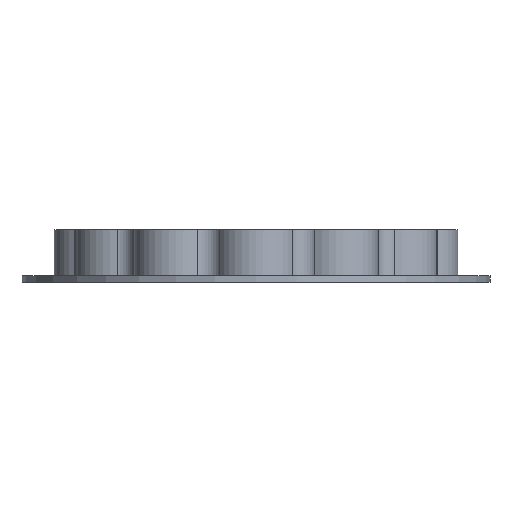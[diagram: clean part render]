
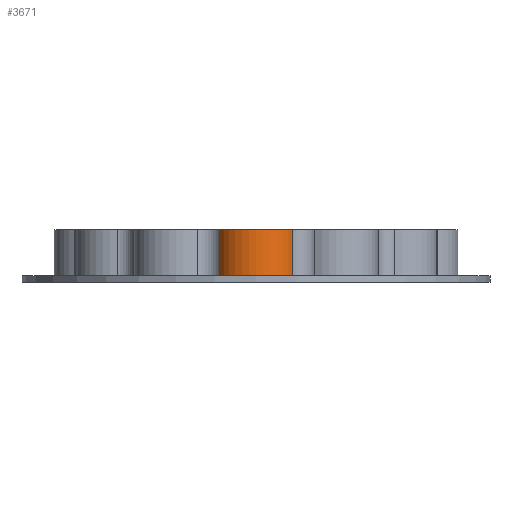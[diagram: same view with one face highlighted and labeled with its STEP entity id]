
A CAD part, front view. The second image highlights one B-rep face of the part: STEP entity #3671.
In plain terms, the highlighted cylindrical face has radius 8.052 mm (diameter 16.104 mm), a partial arc.
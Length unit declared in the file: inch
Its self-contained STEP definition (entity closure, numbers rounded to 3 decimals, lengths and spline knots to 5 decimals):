
#5 = EDGE_CURVE ( 'NONE', #2089, #1060, #1508, .T. ) ;
#41 = CARTESIAN_POINT ( 'NONE',  ( 0.27254, -1.35439, 0.05 ) ) ;
#91 = DIRECTION ( 'NONE',  ( 1., 0., 0. ) ) ;
#303 = CARTESIAN_POINT ( 'NONE',  ( -0.27254, -1.35439, 0.05 ) ) ;
#640 = CARTESIAN_POINT ( 'NONE',  ( 0., -1.1925, 0.05 ) ) ;
#727 = ORIENTED_EDGE ( 'NONE', *, *, #3643, .F. ) ;
#976 = DIRECTION ( 'NONE',  ( 0., 0., 1. ) ) ;
#1000 = CARTESIAN_POINT ( 'NONE',  ( 0., -1.1925, 0.05 ) ) ;
#1060 = VERTEX_POINT ( 'NONE', #303 ) ;
#1196 = VECTOR ( 'NONE', #976, 39.37008 ) ;
#1318 = ORIENTED_EDGE ( 'NONE', *, *, #5, .F. ) ;
#1339 = CARTESIAN_POINT ( 'NONE',  ( -0.27254, -1.35439, 0.395 ) ) ;
#1368 = AXIS2_PLACEMENT_3D ( 'NONE', #1000, #3600, #91 ) ;
#1508 = CIRCLE ( 'NONE', #1368, 0.317 ) ;
#1594 = CARTESIAN_POINT ( 'NONE',  ( 0.27254, -1.35439, 0.05 ) ) ;
#1620 = EDGE_CURVE ( 'NONE', #2089, #2348, #3876, .T. ) ;
#1930 = DIRECTION ( 'NONE',  ( 0., 0., 1. ) ) ;
#2089 = VERTEX_POINT ( 'NONE', #41 ) ;
#2195 = CARTESIAN_POINT ( 'NONE',  ( 0.27254, -1.35439, 0.395 ) ) ;
#2348 = VERTEX_POINT ( 'NONE', #2195 ) ;
#2367 = LINE ( 'NONE', #3224, #1196 ) ;
#2465 = CYLINDRICAL_SURFACE ( 'NONE', #3202, 0.317 ) ;
#2602 = DIRECTION ( 'NONE',  ( 0., 0., -1. ) ) ;
#2616 = AXIS2_PLACEMENT_3D ( 'NONE', #3913, #3587, #4131 ) ;
#2867 = ORIENTED_EDGE ( 'NONE', *, *, #1620, .T. ) ;
#2888 = EDGE_CURVE ( 'NONE', #2348, #3332, #4061, .T. ) ;
#2946 = DIRECTION ( 'NONE',  ( 1., 0., 0. ) ) ;
#3202 = AXIS2_PLACEMENT_3D ( 'NONE', #640, #2602, #2946 ) ;
#3224 = CARTESIAN_POINT ( 'NONE',  ( -0.27254, -1.35439, 0.05 ) ) ;
#3326 = VECTOR ( 'NONE', #1930, 39.37008 ) ;
#3332 = VERTEX_POINT ( 'NONE', #1339 ) ;
#3587 = DIRECTION ( 'NONE',  ( 0., 0., -1. ) ) ;
#3600 = DIRECTION ( 'NONE',  ( 0., 0., -1. ) ) ;
#3643 = EDGE_CURVE ( 'NONE', #1060, #3332, #2367, .T. ) ;
#3671 = ADVANCED_FACE ( 'NONE', ( #4193 ), #2465, .T. ) ;
#3876 = LINE ( 'NONE', #1594, #3326 ) ;
#3880 = EDGE_LOOP ( 'NONE', ( #4113, #727, #1318, #2867 ) ) ;
#3913 = CARTESIAN_POINT ( 'NONE',  ( 0., -1.1925, 0.395 ) ) ;
#4061 = CIRCLE ( 'NONE', #2616, 0.317 ) ;
#4113 = ORIENTED_EDGE ( 'NONE', *, *, #2888, .T. ) ;
#4131 = DIRECTION ( 'NONE',  ( 1., 0., 0. ) ) ;
#4193 = FACE_OUTER_BOUND ( 'NONE', #3880, .T. ) ;
